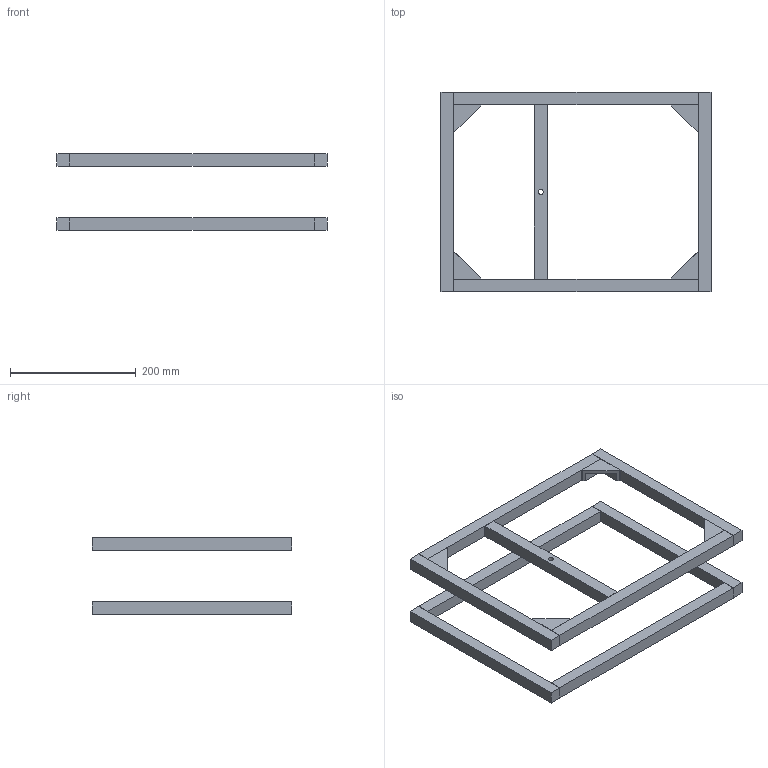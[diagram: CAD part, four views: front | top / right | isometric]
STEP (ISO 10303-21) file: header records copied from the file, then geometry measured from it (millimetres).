
FILE_DESCRIPTION(/* description */ (''),/* implementation_level */ '2;1');
FILE_NAME(/* name */ 'Aluminium Profiles 20x20 v16.stp',/* time_stamp */ '2020-12-11T16:25:14+01:00',/* author */ (''),/* organization */ (''),/* preprocessor_version */ 'ST-DEVELOPER v18.1',/* originating_system */ 'Autodesk Translation Framework v9.7.1.1290',/* authorisation */ '');
FILE_SCHEMA (('AUTOMOTIVE_DESIGN { 1 0 10303 214 3 1 1 }'));
Length unit declared in the file: millimetre
Products named in the file (8): Aluminium Profiles 20x20; Profile_20x20x277; Profile_20x20x317; Profile_20x20x389; Corner Structure v3; Corner Structure v3 (1); Corner Structure v3 (2); Corner Structure v3 (3)
Assembly tree (13 placements, depth 2):
  Aluminium Profiles 20x20
    Profile_20x20x317  x4
    Profile_20x20x389  x4
    Profile_20x20x277
    Corner Structure v3
    Corner Structure v3 (1)
    Corner Structure v3 (2)
    Corner Structure v3 (3)
Bounding box: 429 x 317 x 122 mm (x, y, z)
Volume: 1283273.8 mm3; surface area: 276826.4 mm2
Topology: 13 solids, 13 shells, 95 faces, 207 edges, 138 vertices
Faces by surface type: plane 94, cylinder 1
Full cylindrical faces by diameter (mm): 8.2 x1
Entity records: 1935 total; most frequent: CARTESIAN_POINT 305, DIRECTION 297, ORIENTED_EDGE 270, EDGE_CURVE 135, LINE 133, VECTOR 133, VERTEX_POINT 90, AXIS2_PLACEMENT_3D 82
